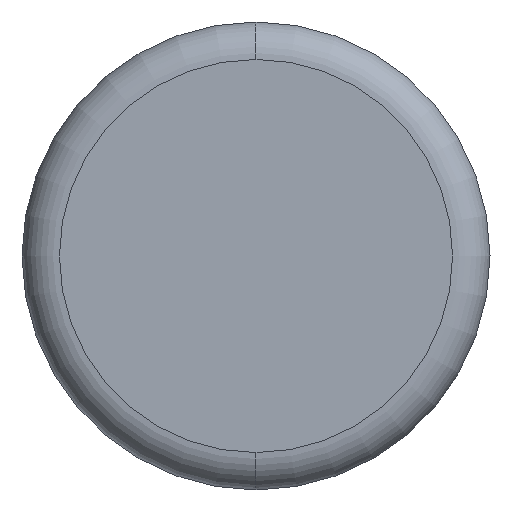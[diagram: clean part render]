
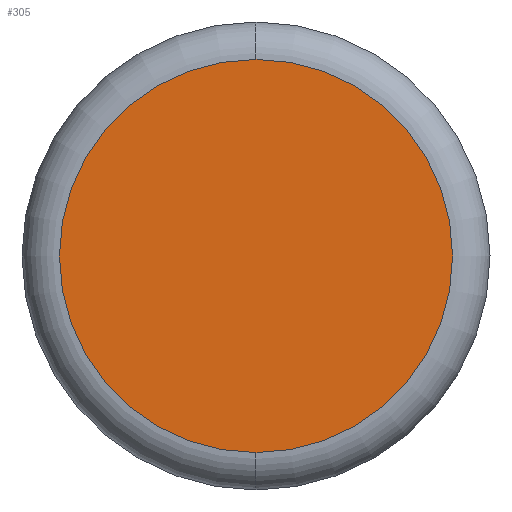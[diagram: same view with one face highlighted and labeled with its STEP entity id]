
A CAD part, front view. The second image highlights one B-rep face of the part: STEP entity #305.
In plain terms, the highlighted planar face has unit normal (0, -1, 0).
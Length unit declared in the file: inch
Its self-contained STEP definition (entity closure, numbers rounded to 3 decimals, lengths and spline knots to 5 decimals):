
#32 = EDGE_CURVE ( 'NONE', #179, #470, #473, .T. ) ;
#56 = DIRECTION ( 'NONE',  ( 0., 0., -1. ) ) ;
#97 = CARTESIAN_POINT ( 'NONE',  ( 0., 0., 0. ) ) ;
#140 = CARTESIAN_POINT ( 'NONE',  ( 0., 0., 0.105 ) ) ;
#151 = CARTESIAN_POINT ( 'NONE',  ( 0., 0., 0. ) ) ;
#154 = AXIS2_PLACEMENT_3D ( 'NONE', #285, #351, #531 ) ;
#179 = VERTEX_POINT ( 'NONE', #140 ) ;
#191 = DIRECTION ( 'NONE',  ( 0., 0., -1. ) ) ;
#193 = FACE_OUTER_BOUND ( 'NONE', #420, .T. ) ;
#199 = EDGE_CURVE ( 'NONE', #470, #179, #247, .T. ) ;
#247 = CIRCLE ( 'NONE', #438, 0.105 ) ;
#285 = CARTESIAN_POINT ( 'NONE',  ( 0., 0., 0. ) ) ;
#301 = ORIENTED_EDGE ( 'NONE', *, *, #199, .T. ) ;
#305 = ADVANCED_FACE ( 'NONE', ( #193 ), #399, .T. ) ;
#351 = DIRECTION ( 'NONE',  ( 0., -1., 0. ) ) ;
#358 = DIRECTION ( 'NONE',  ( 0., -1., 0. ) ) ;
#396 = CARTESIAN_POINT ( 'NONE',  ( 0., 0., -0.105 ) ) ;
#399 = PLANE ( 'NONE',  #469 ) ;
#420 = EDGE_LOOP ( 'NONE', ( #301, #468 ) ) ;
#432 = DIRECTION ( 'NONE',  ( 0., -1., 0. ) ) ;
#438 = AXIS2_PLACEMENT_3D ( 'NONE', #97, #432, #56 ) ;
#468 = ORIENTED_EDGE ( 'NONE', *, *, #32, .T. ) ;
#469 = AXIS2_PLACEMENT_3D ( 'NONE', #151, #358, #191 ) ;
#470 = VERTEX_POINT ( 'NONE', #396 ) ;
#473 = CIRCLE ( 'NONE', #154, 0.105 ) ;
#531 = DIRECTION ( 'NONE',  ( 0., 0., -1. ) ) ;
